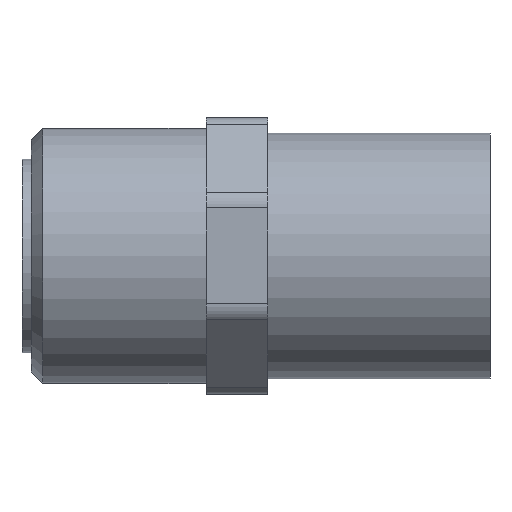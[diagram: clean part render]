
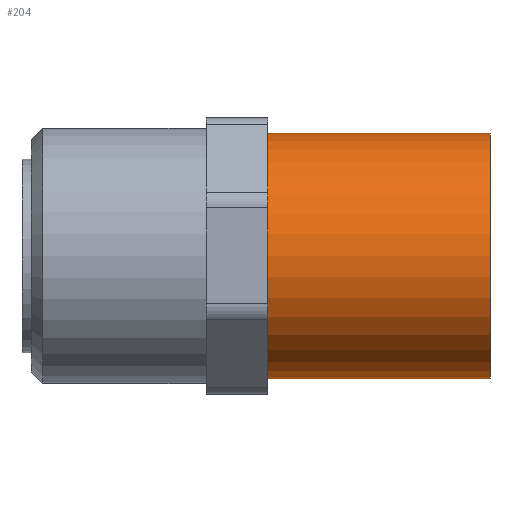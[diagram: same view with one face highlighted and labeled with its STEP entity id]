
A CAD part, top view. The second image highlights one B-rep face of the part: STEP entity #204.
In plain terms, the highlighted cylindrical face has radius 16 mm (diameter 32 mm), a partial arc.
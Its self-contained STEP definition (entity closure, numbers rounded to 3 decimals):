
#204 = ADVANCED_FACE( '', ( #539 ), #540, .T. );
#264 = EDGE_CURVE( '', #352, #294, #605, .T. );
#294 = VERTEX_POINT( '', #637 );
#316 = EDGE_CURVE( '', #366, #434, #664, .T. );
#352 = VERTEX_POINT( '', #703 );
#366 = VERTEX_POINT( '', #717 );
#432 = EDGE_CURVE( '', #294, #434, #790, .T. );
#434 = VERTEX_POINT( '', #792 );
#446 = EDGE_CURVE( '', #366, #352, #806, .T. );
#539 = FACE_OUTER_BOUND( '', #904, .T. );
#540 = CYLINDRICAL_SURFACE( '', #905, 16. );
#605 = CIRCLE( '', #996, 16. );
#637 = CARTESIAN_POINT( '', ( 0., 16., 0. ) );
#664 = CIRCLE( '', #1074, 16. );
#703 = CARTESIAN_POINT( '', ( 0., -16., 0. ) );
#717 = CARTESIAN_POINT( '', ( -29., -16., 0. ) );
#790 = LINE( '', #1240, #1241 );
#792 = CARTESIAN_POINT( '', ( -29., 16., 0. ) );
#806 = LINE( '', #1260, #1261 );
#904 = EDGE_LOOP( '', ( #1364, #1365, #1366, #1367 ) );
#905 = AXIS2_PLACEMENT_3D( '', #1368, #1369, #1370 );
#996 = AXIS2_PLACEMENT_3D( '', #1440, #1441, #1442 );
#1074 = AXIS2_PLACEMENT_3D( '', #1519, #1520, #1521 );
#1240 = CARTESIAN_POINT( '', ( -14.5, 16., 0. ) );
#1241 = VECTOR( '', #1664, 1. );
#1260 = CARTESIAN_POINT( '', ( -14.5, -16., 0. ) );
#1261 = VECTOR( '', #1682, 1. );
#1364 = ORIENTED_EDGE( '', *, *, #432, .T. );
#1365 = ORIENTED_EDGE( '', *, *, #316, .F. );
#1366 = ORIENTED_EDGE( '', *, *, #446, .T. );
#1367 = ORIENTED_EDGE( '', *, *, #264, .T. );
#1368 = CARTESIAN_POINT( '', ( -14.5, 0., 0. ) );
#1369 = DIRECTION( '', ( 1., 0., 0. ) );
#1370 = DIRECTION( '', ( 0., 1., 0. ) );
#1440 = CARTESIAN_POINT( '', ( 0., 0., 0. ) );
#1441 = DIRECTION( '', ( -1., 0., 0. ) );
#1442 = DIRECTION( '', ( 0., 1., 0. ) );
#1519 = CARTESIAN_POINT( '', ( -29., 0., 0. ) );
#1520 = DIRECTION( '', ( -1., 0., 0. ) );
#1521 = DIRECTION( '', ( 0., 1., 0. ) );
#1664 = DIRECTION( '', ( -1., 0., 0. ) );
#1682 = DIRECTION( '', ( 1., 0., 0. ) );
